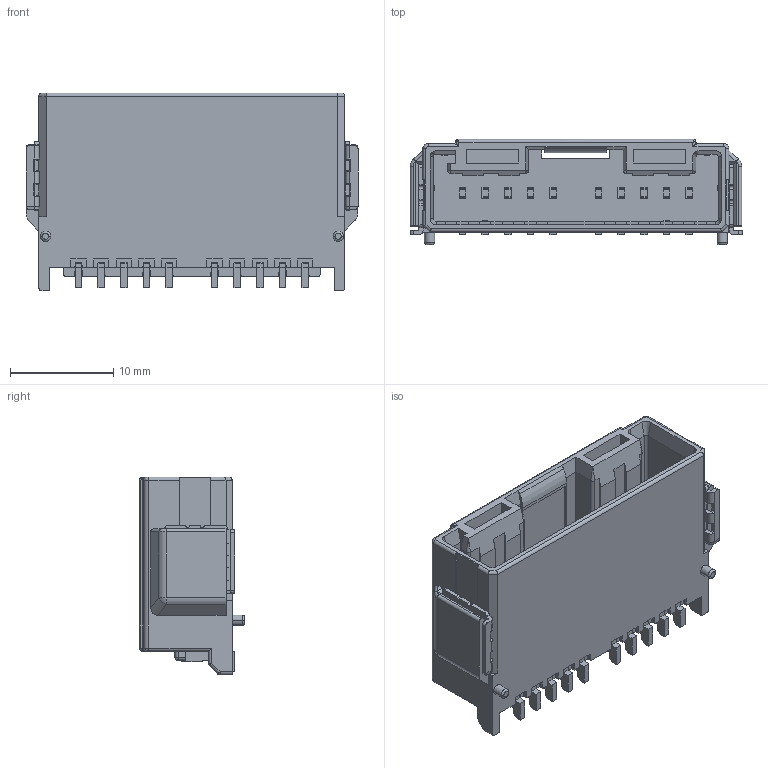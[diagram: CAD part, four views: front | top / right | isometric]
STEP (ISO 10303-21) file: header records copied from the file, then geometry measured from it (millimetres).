
FILE_DESCRIPTION((''),'2;1');
FILE_NAME('025_D_SMT_10M_ASSY_H_A','2023-01-05T11:49:37',('jhryu'),(''),'CREO PARAMETRIC BY PTC INC, 2017380','CREO PARAMETRIC BY PTC INC, 2017380','');
FILE_SCHEMA(('CONFIG_CONTROL_DESIGN'));
Length unit declared in the file: millimetre
Products named in the file (1): 025_D_SMT_10M_ASSY_H_A
Bounding box: 32.22 x 10.2 x 19.2 mm (x, y, z)
Volume: 1963.6 mm3; surface area: 4231.8 mm2
Topology: 1 solids, 21 shells, 1465 faces, 3918 edges, 2484 vertices
Faces by surface type: plane 1172, cylinder 248, bspline 15, cone 13, torus 9, sphere 8
Entity records: 45694 total; most frequent: CARTESIAN_POINT 8991, ORIENTED_EDGE 7828, DIRECTION 7239, EDGE_CURVE 3914, VECTOR 3343, LINE 3343, VERTEX_POINT 2484, AXIS2_PLACEMENT_3D 1948
